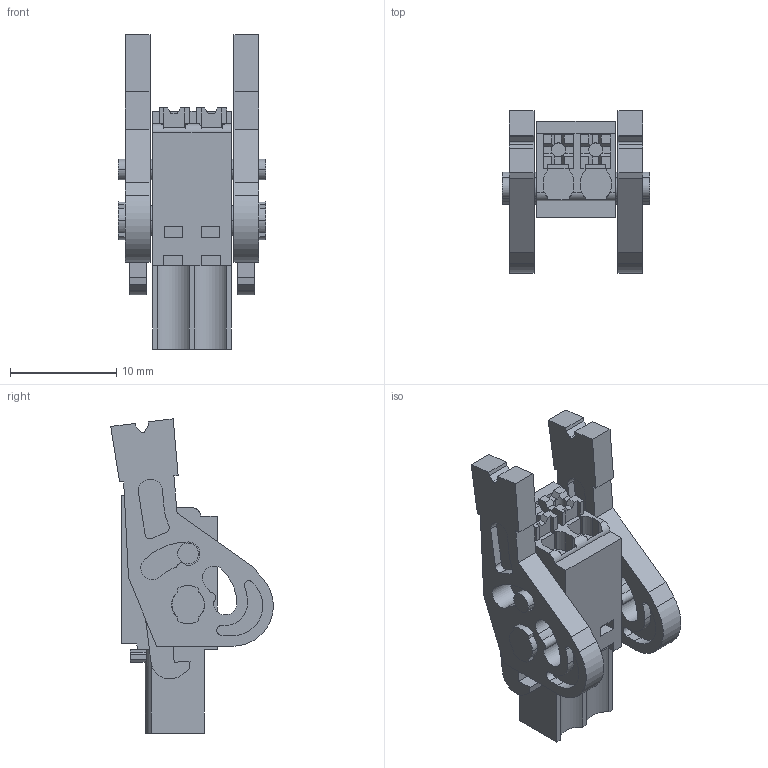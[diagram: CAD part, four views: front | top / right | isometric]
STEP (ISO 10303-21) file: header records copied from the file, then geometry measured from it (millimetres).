
FILE_DESCRIPTION(('CATIA V5 STEP Exchange','CAx-IF Rec.Pracs.--- Model Styling and Organization---1.2---2011-12-15'),'2;1');
FILE_NAME ('D1462584_0', '2017-04-26T09:38:07+00:00', ('none'), ('Weidmueller'), 'CATIA Version 5-6 Release 2014', 'CATIA V5 STEP AP214', 'none');
FILE_SCHEMA(('AUTOMOTIVE_DESIGN { 1 0 10303 214 1 1 1 1 }'));
Length unit declared in the file: millimetre
Products named in the file (1): 2459840000
Bounding box: 13.9 x 15.3 x 29.59 mm (x, y, z)
Volume: 1806.2 mm3; surface area: 2447.3 mm2
Topology: 5 solids, 5 shells, 378 faces, 1058 edges, 706 vertices
Faces by surface type: plane 273, cylinder 105
Entity records: 11315 total; most frequent: CARTESIAN_POINT 2187, ORIENTED_EDGE 2116, DIRECTION 1472, EDGE_CURVE 1058, VECTOR 783, LINE 783, VERTEX_POINT 706, AXIS2_PLACEMENT_3D 459
